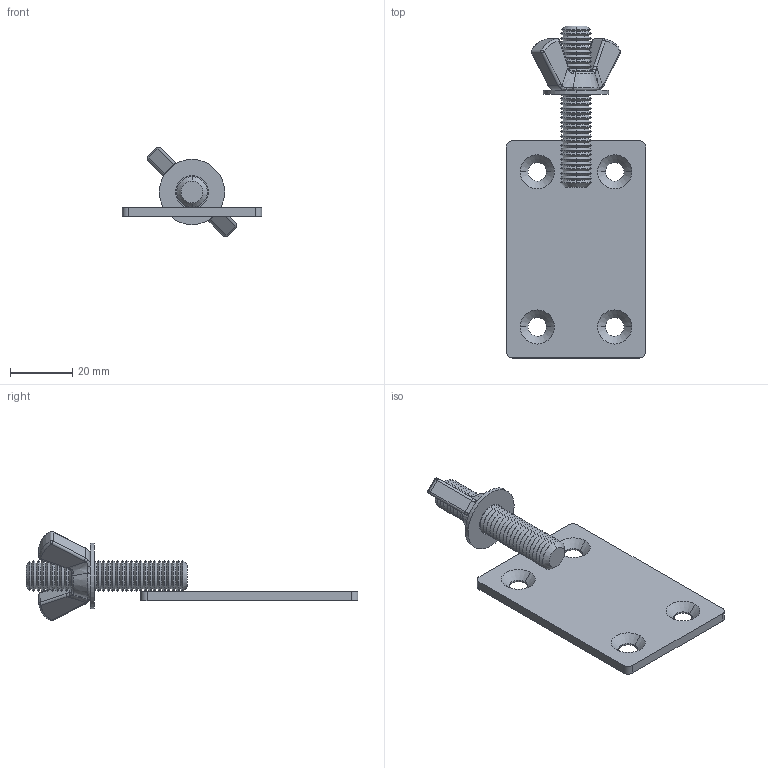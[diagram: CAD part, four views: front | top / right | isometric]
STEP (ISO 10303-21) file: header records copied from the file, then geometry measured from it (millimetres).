
FILE_DESCRIPTION (( 'STEP AP203' ), '1' );
FILE_NAME ('T64700.STEP', '2018-08-21T14:59:19', ( '' ), ( '' ), 'SwSTEP 2.0', 'SolidWorks 2016', '' );
FILE_SCHEMA (( 'CONFIG_CONTROL_DESIGN' ));
Length unit declared in the file: millimetre
Products named in the file (6): B Washer_Bright washer BS 4320 - M10 (Form B); F882_DIN 315-M12-GT-C-N; TH2312; TH2310; TH2447; T64700
Assembly tree (5 placements, depth 3):
  T64700
    TH2447
      TH2310
      TH2312
    F882_DIN 315-M12-GT-C-N
    B Washer_Bright washer BS 4320 - M10 (Form B)
Bounding box: 45 x 107 x 29.01 mm (x, y, z)
Volume: 14267.8 mm3; surface area: 11409.5 mm2
Topology: 4 solids, 4 shells, 275 faces, 586 edges, 310 vertices
Faces by surface type: cone 174, cylinder 36, bspline 24, plane 21, torus 12, sphere 8
Entity records: 8358 total; most frequent: CARTESIAN_POINT 1896, DIRECTION 1336, ORIENTED_EDGE 1156, EDGE_CURVE 578, AXIS2_PLACEMENT_3D 550, VERTEX_POINT 310, CIRCLE 290, EDGE_LOOP 286
